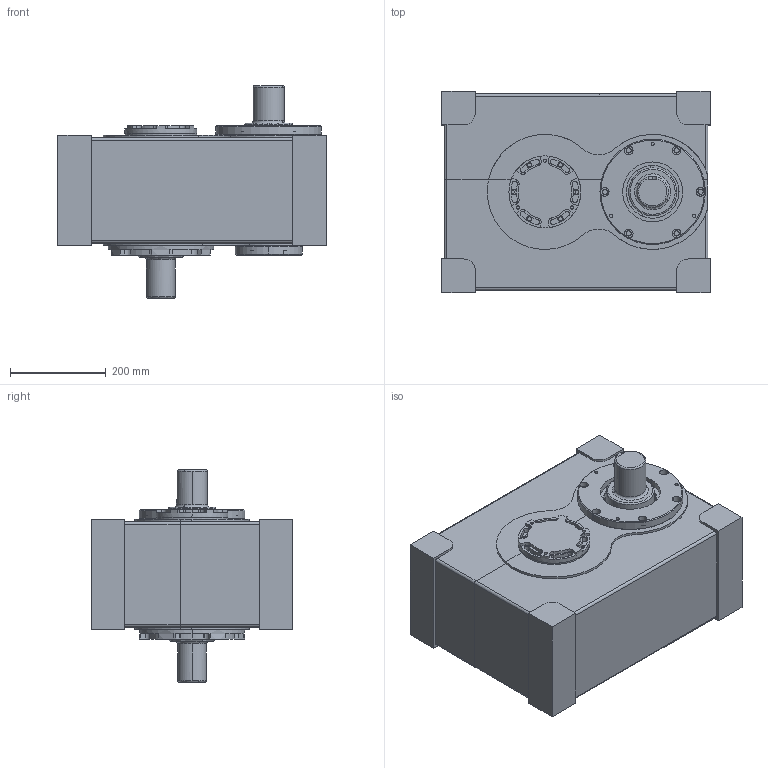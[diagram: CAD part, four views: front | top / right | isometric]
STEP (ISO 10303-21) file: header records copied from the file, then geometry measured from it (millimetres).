
FILE_DESCRIPTION(('CATIA V5 STEP Exchange'),'2;1');
FILE_NAME('PU225DSOUT.stp','2013-07-23T07:30:13+00:00',('none'),('none'),'CATIA Version 5 Release 18 SP 6 (IN-10)','CATIA V5 STEP AP203','none');
FILE_SCHEMA(('CONFIG_CONTROL_DESIGN'));
Length unit declared in the file: millimetre
Products named in the file (1): PU225DSOUT
Bounding box: 560 x 420 x 443 mm (x, y, z)
Surface area: 1364520.4 mm2 (no closed solid volume)
Topology: 0 solids, 19 shells, 493 faces, 1935 edges, 1463 vertices
Faces by surface type: cylinder 301, plane 111, cone 68, bspline 13
Entity records: 27073 total; most frequent: CARTESIAN_POINT 12248, ORIENTED_EDGE 3127, DIRECTION 2308, EDGE_CURVE 1935, VERTEX_POINT 1463, AXIS2_PLACEMENT_3D 1181, CIRCLE 700, VECTOR 648
